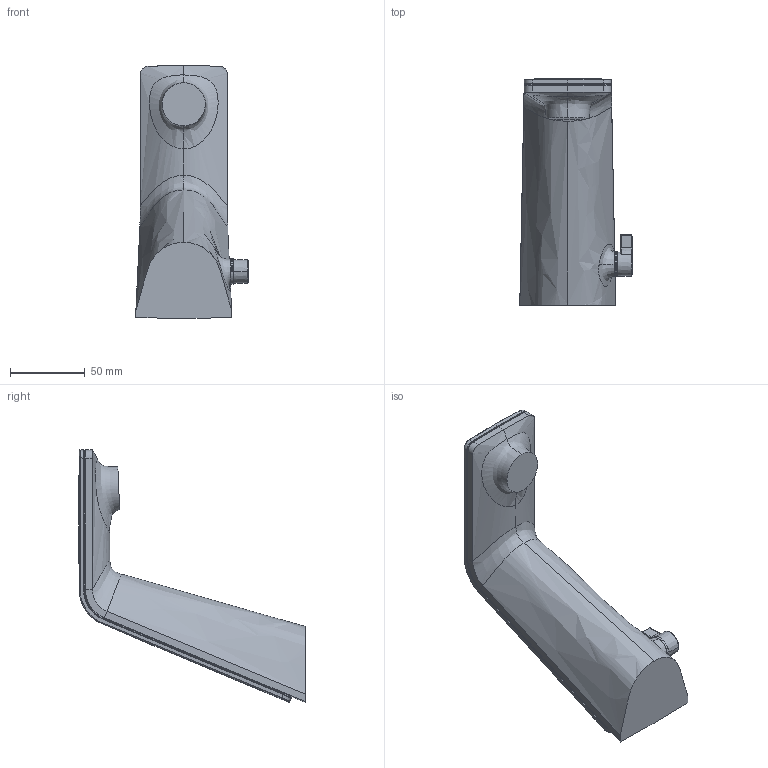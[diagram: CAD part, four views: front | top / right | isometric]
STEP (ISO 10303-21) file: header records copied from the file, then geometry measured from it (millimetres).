
FILE_DESCRIPTION (( 'STEP AP203' ), '1' );
FILE_NAME ('8710F+07732201.STEP', '2019-06-03T11:42:25', ( '' ), ( '' ), 'SwSTEP 2.0', 'SolidWorks 2016', '' );
FILE_SCHEMA (( 'CONFIG_CONTROL_DESIGN' ));
Length unit declared in the file: millimetre
Products named in the file (1): 8710F+07732201
Bounding box: 75.46 x 151.76 x 169.59 mm (x, y, z)
Volume: 396407.5 mm3; surface area: 111660.7 mm2
Topology: 7 solids, 7 shells, 232 faces, 533 edges, 313 vertices
Faces by surface type: bspline 153, plane 38, cylinder 17, torus 12, cone 6, sphere 6
Entity records: 23295 total; most frequent: CARTESIAN_POINT 19254, ORIENTED_EDGE 1058, EDGE_CURVE 529, DIRECTION 388, B_SPLINE_CURVE_WITH_KNOTS 371, VERTEX_POINT 311, EDGE_LOOP 234, ADVANCED_FACE 232
